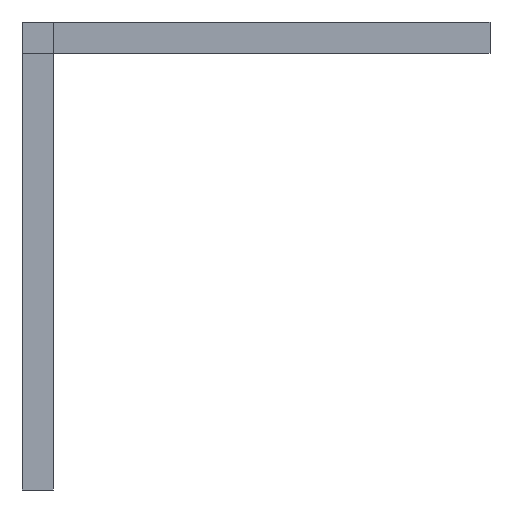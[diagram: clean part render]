
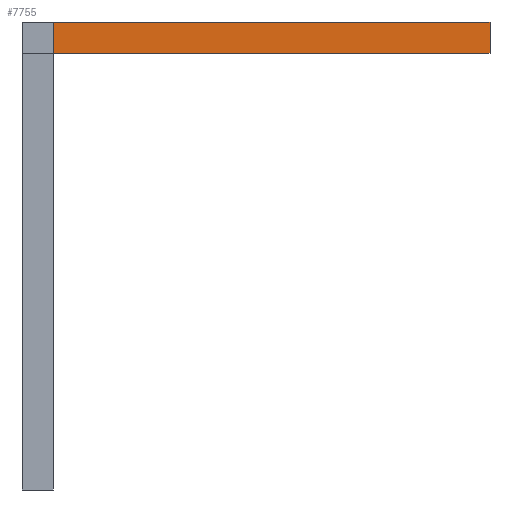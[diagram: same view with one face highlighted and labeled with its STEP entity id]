
A CAD part, front view. The second image highlights one B-rep face of the part: STEP entity #7755.
In plain terms, the highlighted planar face has unit normal (0, -1, 0).
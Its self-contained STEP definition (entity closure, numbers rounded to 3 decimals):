
#233 = EDGE_CURVE ( 'NONE', #17627, #17993, #9843, .T. ) ;
#776 = VECTOR ( 'NONE', #22164, 1000. ) ;
#809 = LINE ( 'NONE', #3532, #14899 ) ;
#1478 = ORIENTED_EDGE ( 'NONE', *, *, #9630, .F. ) ;
#1575 = ORIENTED_EDGE ( 'NONE', *, *, #16676, .T. ) ;
#1641 = ORIENTED_EDGE ( 'NONE', *, *, #3479, .T. ) ;
#3479 = EDGE_CURVE ( 'NONE', #15948, #3736, #809, .T. ) ;
#3532 = CARTESIAN_POINT ( 'NONE',  ( -15., -2500., -2. ) ) ;
#3736 = VERTEX_POINT ( 'NONE', #15152 ) ;
#4033 = AXIS2_PLACEMENT_3D ( 'NONE', #16380, #16455, #5471 ) ;
#4388 = CARTESIAN_POINT ( 'NONE',  ( -13., -2500., -2. ) ) ;
#5471 = DIRECTION ( 'NONE',  ( 0., 0., -1. ) ) ;
#5780 = CARTESIAN_POINT ( 'NONE',  ( -13., -2500., 0. ) ) ;
#6460 = DIRECTION ( 'NONE',  ( 1., 0., 0. ) ) ;
#7642 = CARTESIAN_POINT ( 'NONE',  ( -13., -2500., -2. ) ) ;
#7755 = ADVANCED_FACE ( 'NONE', ( #20853 ), #23562, .T. ) ;
#8338 = CARTESIAN_POINT ( 'NONE',  ( 15., -2500., 0. ) ) ;
#8513 = EDGE_LOOP ( 'NONE', ( #1478, #1641, #1575, #10730 ) ) ;
#9018 = DIRECTION ( 'NONE',  ( 1., 0., 0. ) ) ;
#9630 = EDGE_CURVE ( 'NONE', #15948, #17627, #20207, .T. ) ;
#9843 = LINE ( 'NONE', #10361, #14152 ) ;
#10361 = CARTESIAN_POINT ( 'NONE',  ( -15., -2500., 0. ) ) ;
#10730 = ORIENTED_EDGE ( 'NONE', *, *, #233, .F. ) ;
#12079 = DIRECTION ( 'NONE',  ( 0., 0., 1. ) ) ;
#13788 = VECTOR ( 'NONE', #12079, 1000. ) ;
#14152 = VECTOR ( 'NONE', #9018, 1000. ) ;
#14899 = VECTOR ( 'NONE', #6460, 1000. ) ;
#15152 = CARTESIAN_POINT ( 'NONE',  ( 15., -2500., -2. ) ) ;
#15666 = CARTESIAN_POINT ( 'NONE',  ( 15., -2500., -2. ) ) ;
#15948 = VERTEX_POINT ( 'NONE', #4388 ) ;
#16380 = CARTESIAN_POINT ( 'NONE',  ( -13., -2500., -2. ) ) ;
#16455 = DIRECTION ( 'NONE',  ( 0., -1., 0. ) ) ;
#16676 = EDGE_CURVE ( 'NONE', #3736, #17993, #18625, .T. ) ;
#17627 = VERTEX_POINT ( 'NONE', #5780 ) ;
#17993 = VERTEX_POINT ( 'NONE', #8338 ) ;
#18625 = LINE ( 'NONE', #15666, #13788 ) ;
#20207 = LINE ( 'NONE', #7642, #776 ) ;
#20853 = FACE_OUTER_BOUND ( 'NONE', #8513, .T. ) ;
#22164 = DIRECTION ( 'NONE',  ( 0., 0., 1. ) ) ;
#23562 = PLANE ( 'NONE',  #4033 ) ;
